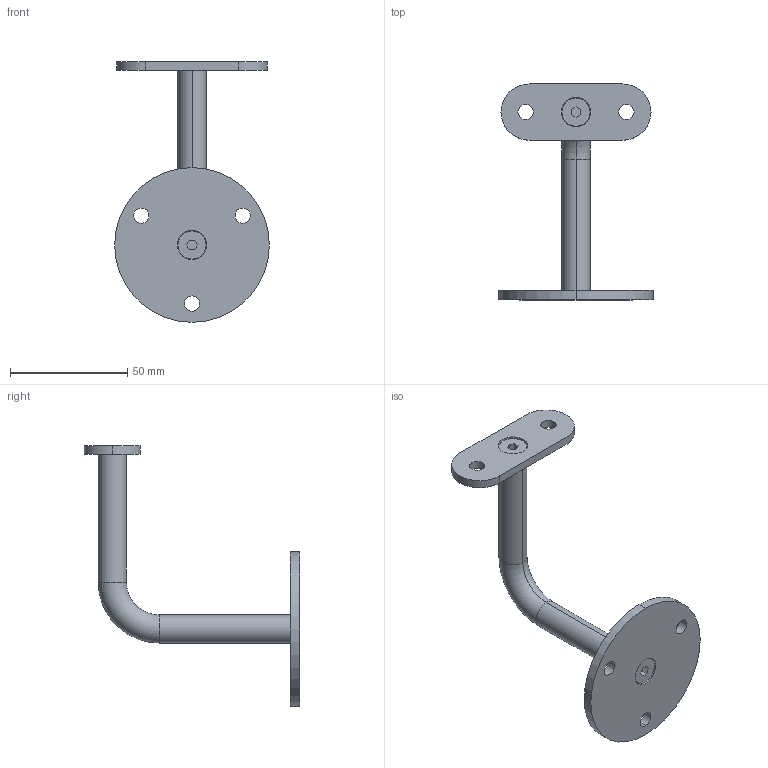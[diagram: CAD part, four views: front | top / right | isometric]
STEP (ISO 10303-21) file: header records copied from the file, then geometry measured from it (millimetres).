
FILE_DESCRIPTION (( 'STEP AP203' ), '1' );
FILE_NAME ('A_0115-000.STEP', '2022-02-17T11:21:29', ( '' ), ( '' ), 'SwSTEP 2.0', 'SolidWorks 2019', '' );
FILE_SCHEMA (( 'CONFIG_CONTROL_DESIGN' ));
Length unit declared in the file: millimetre
Products named in the file (5): A_0115-000; Skrutka DIN 7991_Skrutka M 6x 12; A-0115-000.P3; A-0115-000.P2; A-0115-000.P1
Assembly tree (5 placements, depth 2):
  A_0115-000
    A-0115-000.P1
    A-0115-000.P2
    A-0115-000.P3
    Skrutka DIN 7991_Skrutka M 6x 12  x2
Bounding box: 66 x 92 x 111.2 mm (x, y, z)
Volume: 33694.3 mm3; surface area: 18216.6 mm2
Topology: 5 solids, 5 shells, 88 faces, 197 edges, 120 vertices
Faces by surface type: cylinder 39, plane 27, cone 20, torus 2
Entity records: 2556 total; most frequent: DIRECTION 397, CARTESIAN_POINT 334, ORIENTED_EDGE 314, AXIS2_PLACEMENT_3D 161, EDGE_CURVE 157, VERTEX_POINT 98, EDGE_LOOP 89, CIRCLE 82
